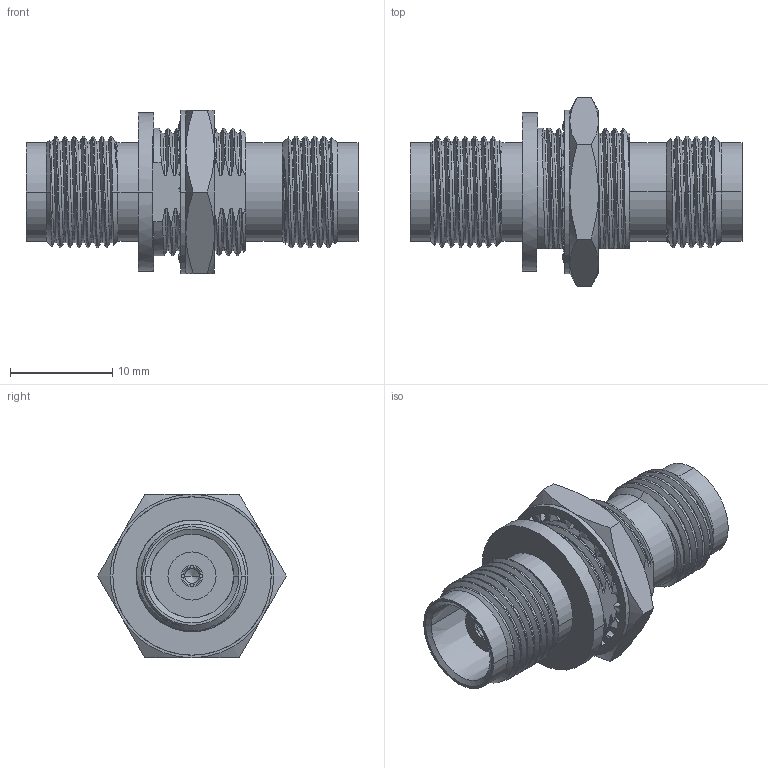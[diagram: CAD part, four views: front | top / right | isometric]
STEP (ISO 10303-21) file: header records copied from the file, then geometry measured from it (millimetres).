
FILE_DESCRIPTION((''),'2;1');
FILE_NAME('31-6201_SW0001','2020-09-11T15:42:19',('Viji'),(''),'CREO PARAMETRIC BY PTC INC, 2019444','CREO PARAMETRIC BY PTC INC, 2019444','');
FILE_SCHEMA(('CONFIG_CONTROL_DESIGN'));
Length unit declared in the file: millimetre
Products named in the file (1): 31-6201_SW0001
Bounding box: 32.5 x 18.48 x 16 mm (x, y, z)
Volume: 2582.3 mm3; surface area: 2966.3 mm2
Topology: 1 solids, 1 shells, 331 faces, 922 edges, 592 vertices
Faces by surface type: bspline 140, cylinder 94, plane 52, cone 45
Entity records: 23647 total; most frequent: CARTESIAN_POINT 16194, ORIENTED_EDGE 1836, DIRECTION 1092, EDGE_CURVE 918, VERTEX_POINT 592, B_SPLINE_CURVE_WITH_KNOTS 404, AXIS2_PLACEMENT_3D 387, EDGE_LOOP 342
